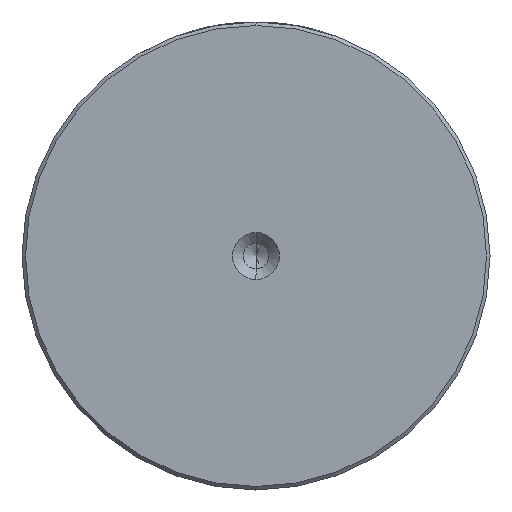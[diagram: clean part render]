
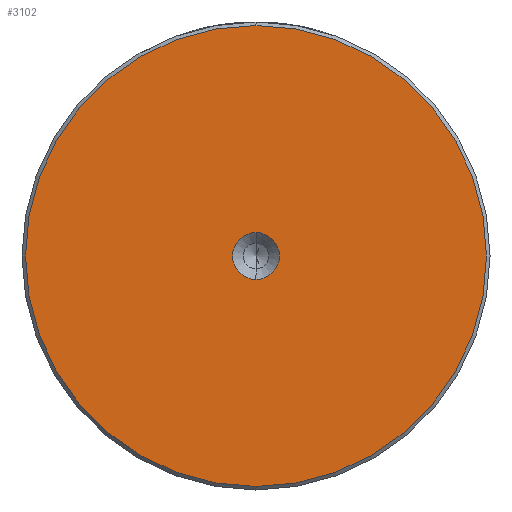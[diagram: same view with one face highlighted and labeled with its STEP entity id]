
A CAD part, left-side view. The second image highlights one B-rep face of the part: STEP entity #3102.
In plain terms, the highlighted planar face has unit normal (-1, 0, 0).
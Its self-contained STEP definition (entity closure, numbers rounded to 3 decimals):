
#64 = EDGE_CURVE ( 'NONE', #1248, #3211, #2505, .T. ) ;
#171 = AXIS2_PLACEMENT_3D ( 'NONE', #1060, #2785, #1311 ) ;
#196 = DIRECTION ( 'NONE',  ( 0., 0., 1. ) ) ;
#434 = EDGE_CURVE ( 'NONE', #704, #1289, #758, .T. ) ;
#469 = AXIS2_PLACEMENT_3D ( 'NONE', #2267, #784, #2514 ) ;
#589 = CARTESIAN_POINT ( 'NONE',  ( 0., 0., 0. ) ) ;
#611 = ORIENTED_EDGE ( 'NONE', *, *, #434, .F. ) ;
#704 = VERTEX_POINT ( 'NONE', #1120 ) ;
#750 = DIRECTION ( 'NONE',  ( -1., 0., 0. ) ) ;
#758 = CIRCLE ( 'NONE', #2566, 3.3 ) ;
#784 = DIRECTION ( 'NONE',  ( -1., 0., 0. ) ) ;
#795 = FACE_OUTER_BOUND ( 'NONE', #1747, .T. ) ;
#842 = DIRECTION ( 'NONE',  ( 0., 0., 1. ) ) ;
#948 = ORIENTED_EDGE ( 'NONE', *, *, #2197, .F. ) ;
#1060 = CARTESIAN_POINT ( 'NONE',  ( 0., 0., 0. ) ) ;
#1120 = CARTESIAN_POINT ( 'NONE',  ( 0., 0., 3.3 ) ) ;
#1132 = AXIS2_PLACEMENT_3D ( 'NONE', #589, #2324, #842 ) ;
#1248 = VERTEX_POINT ( 'NONE', #1679 ) ;
#1289 = VERTEX_POINT ( 'NONE', #1697 ) ;
#1311 = DIRECTION ( 'NONE',  ( 0., 0., 1. ) ) ;
#1348 = CIRCLE ( 'NONE', #171, 32.5 ) ;
#1406 = ORIENTED_EDGE ( 'NONE', *, *, #1672, .T. ) ;
#1487 = CARTESIAN_POINT ( 'NONE',  ( 0., 0., 0. ) ) ;
#1672 = EDGE_CURVE ( 'NONE', #3211, #1248, #1348, .T. ) ;
#1679 = CARTESIAN_POINT ( 'NONE',  ( 0., 0., 32.5 ) ) ;
#1697 = CARTESIAN_POINT ( 'NONE',  ( 0., 0., -3.3 ) ) ;
#1713 = DIRECTION ( 'NONE',  ( -1., 0., 0. ) ) ;
#1747 = EDGE_LOOP ( 'NONE', ( #1406, #2715 ) ) ;
#1991 = EDGE_LOOP ( 'NONE', ( #611, #948 ) ) ;
#2197 = EDGE_CURVE ( 'NONE', #1289, #704, #2269, .T. ) ;
#2236 = PLANE ( 'NONE',  #2989 ) ;
#2267 = CARTESIAN_POINT ( 'NONE',  ( 0., 0., 0. ) ) ;
#2269 = CIRCLE ( 'NONE', #1132, 3.3 ) ;
#2324 = DIRECTION ( 'NONE',  ( -1., 0., 0. ) ) ;
#2482 = DIRECTION ( 'NONE',  ( 0., 0., 1. ) ) ;
#2505 = CIRCLE ( 'NONE', #469, 32.5 ) ;
#2514 = DIRECTION ( 'NONE',  ( 0., 0., 1. ) ) ;
#2566 = AXIS2_PLACEMENT_3D ( 'NONE', #3189, #1713, #196 ) ;
#2715 = ORIENTED_EDGE ( 'NONE', *, *, #64, .T. ) ;
#2753 = CARTESIAN_POINT ( 'NONE',  ( 0., 0., -32.5 ) ) ;
#2768 = FACE_BOUND ( 'NONE', #1991, .T. ) ;
#2785 = DIRECTION ( 'NONE',  ( -1., 0., 0. ) ) ;
#2989 = AXIS2_PLACEMENT_3D ( 'NONE', #1487, #750, #2482 ) ;
#3102 = ADVANCED_FACE ( 'NONE', ( #795, #2768 ), #2236, .T. ) ;
#3189 = CARTESIAN_POINT ( 'NONE',  ( 0., 0., 0. ) ) ;
#3211 = VERTEX_POINT ( 'NONE', #2753 ) ;
